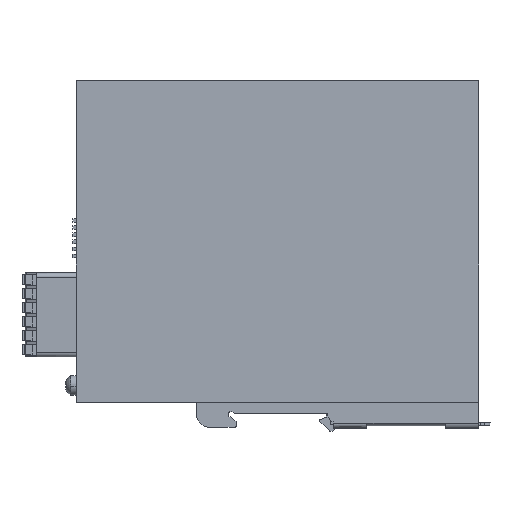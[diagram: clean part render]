
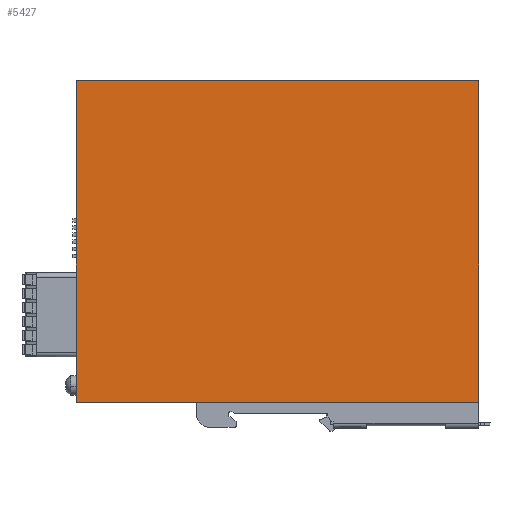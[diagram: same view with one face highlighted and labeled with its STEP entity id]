
A CAD part, left-side view. The second image highlights one B-rep face of the part: STEP entity #5427.
In plain terms, the highlighted planar face has unit normal (-1, 0, 0).
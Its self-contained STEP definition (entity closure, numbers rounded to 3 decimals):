
#5407=AXIS2_PLACEMENT_3D('Plane Axis2P3D',#5404,#5405,#5406) ;
#108=CARTESIAN_POINT('Vertex',(0.,4.,125.4)) ;
#111=CARTESIAN_POINT('Line Origine',(0.,4.,67.9)) ;
#115=CARTESIAN_POINT('Vertex',(0.,4.,10.4)) ;
#5354=CARTESIAN_POINT('Vertex',(0.,148.,10.4)) ;
#5357=CARTESIAN_POINT('Line Origine',(0.,76.,10.4)) ;
#5404=CARTESIAN_POINT('Axis2P3D Location',(0.,148.,10.4)) ;
#5409=CARTESIAN_POINT('Line Origine',(0.,148.,67.9)) ;
#5413=CARTESIAN_POINT('Vertex',(0.,148.,125.4)) ;
#5416=CARTESIAN_POINT('Line Origine',(0.,76.,125.4)) ;
#112=DIRECTION('Vector Direction',(0.,0.,1.)) ;
#5358=DIRECTION('Vector Direction',(0.,-1.,0.)) ;
#5405=DIRECTION('Axis2P3D Direction',(-1.,0.,0.)) ;
#5406=DIRECTION('Axis2P3D XDirection',(0.,-1.,0.)) ;
#5410=DIRECTION('Vector Direction',(0.,0.,1.)) ;
#5417=DIRECTION('Vector Direction',(0.,-1.,0.)) ;
#113=VECTOR('Line Direction',#112,1.) ;
#5359=VECTOR('Line Direction',#5358,1.) ;
#5411=VECTOR('Line Direction',#5410,1.) ;
#5418=VECTOR('Line Direction',#5417,1.) ;
#5422=ORIENTED_EDGE('',*,*,#5415,.F.) ;
#5423=ORIENTED_EDGE('',*,*,#5361,.F.) ;
#5424=ORIENTED_EDGE('',*,*,#117,.T.) ;
#5425=ORIENTED_EDGE('',*,*,#5420,.F.) ;
#5427=ADVANCED_FACE('SWITCH',(#5426),#5408,.T.) ;
#117=EDGE_CURVE('',#116,#109,#114,.T.) ;
#5361=EDGE_CURVE('',#116,#5355,#5360,.F.) ;
#5415=EDGE_CURVE('',#5355,#5414,#5412,.T.) ;
#5420=EDGE_CURVE('',#5414,#109,#5419,.T.) ;
#5421=EDGE_LOOP('',(#5422,#5423,#5424,#5425)) ;
#5426=FACE_OUTER_BOUND('',#5421,.T.) ;
#114=LINE('Line',#111,#113) ;
#5360=LINE('Line',#5357,#5359) ;
#5412=LINE('Line',#5409,#5411) ;
#5419=LINE('Line',#5416,#5418) ;
#5408=PLANE('',#5407) ;
#109=VERTEX_POINT('',#108) ;
#116=VERTEX_POINT('',#115) ;
#5355=VERTEX_POINT('',#5354) ;
#5414=VERTEX_POINT('',#5413) ;
